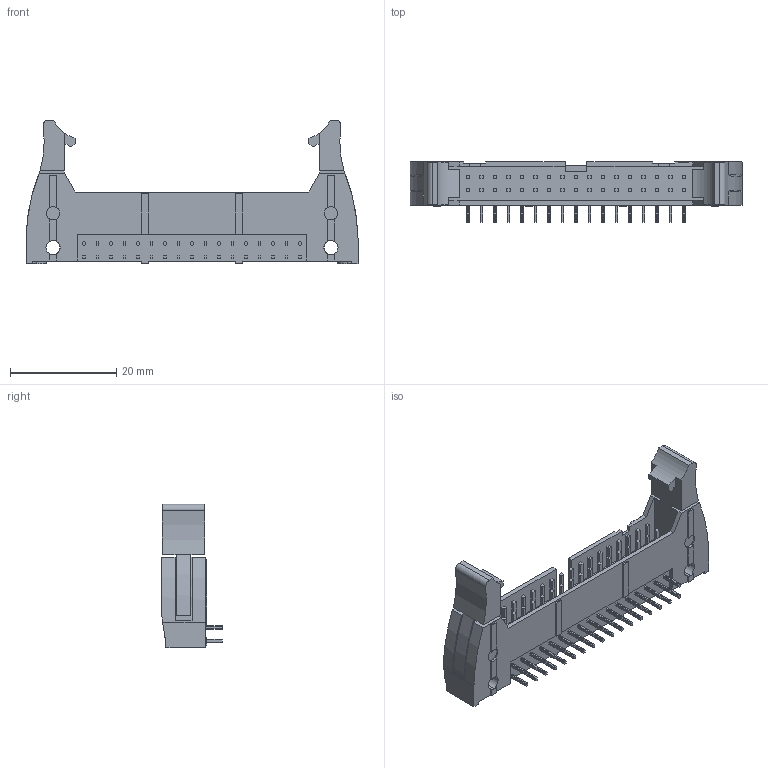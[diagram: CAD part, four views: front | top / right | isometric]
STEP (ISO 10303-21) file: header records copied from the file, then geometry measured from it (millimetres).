
FILE_DESCRIPTION (( 'STEP AP214' ), '1' );
FILE_NAME ('XG4A_3434.step', '2019-03-18T12:22:34', ( 'OSMC1.0 ' ), ( ' ' ), 'SwSTEP 2.0', 'SolidWorks 2002025', '' );
FILE_SCHEMA (( 'AUTOMOTIVE_DESIGN' ));
Length unit declared in the file: millimetre
Products named in the file (1): XG4A_3434
Bounding box: 62.5 x 11.4 x 27 mm (x, y, z)
Volume: 5140 mm3; surface area: 5313.7 mm2
Topology: 1 solids, 1 shells, 668 faces, 1774 edges, 1178 vertices
Faces by surface type: plane 637, cylinder 31
Entity records: 24369 total; most frequent: CARTESIAN_POINT 3627, ORIENTED_EDGE 3548, DIRECTION 3200, EDGE_CURVE 1774, LINE 1682, VECTOR 1682, VERTEX_POINT 1178, AXIS2_PLACEMENT_3D 759
